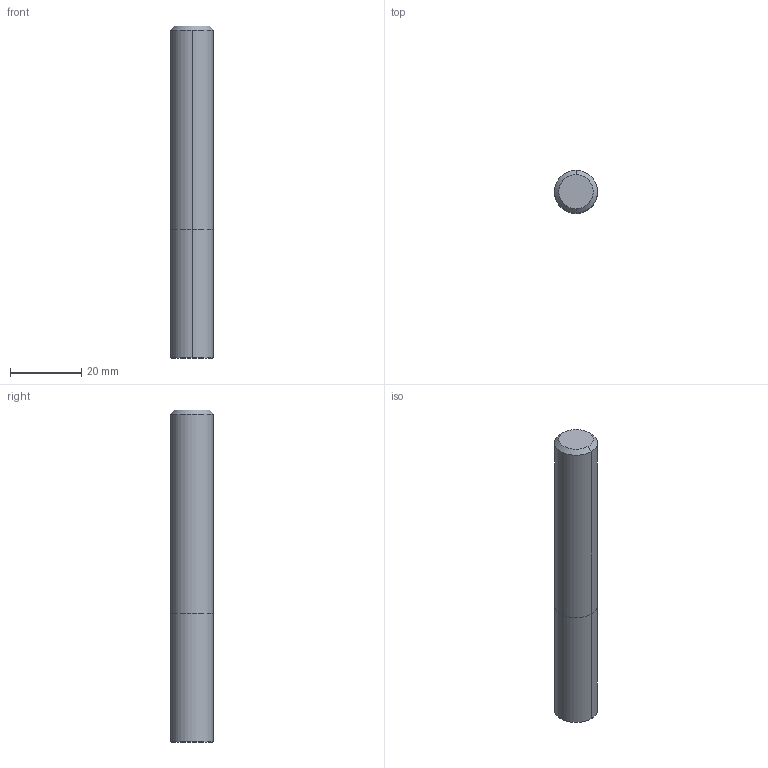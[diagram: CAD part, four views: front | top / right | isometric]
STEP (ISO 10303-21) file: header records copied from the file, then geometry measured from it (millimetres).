
FILE_DESCRIPTION(('STEP AP214'),'1');
FILE_NAME('607722332-000-E43.stp','2022-05-23T14:00:25',(' '),(' '),'Spatial InterOp 3D',' ',' ');
FILE_SCHEMA(('AUTOMOTIVE_DESIGN { 1 0 10303 214 1 1 1 1 }'));
Length unit declared in the file: millimetre
Products named in the file (1): 1
Bounding box: 12 x 12 x 93 mm (x, y, z)
Volume: 10492.4 mm3; surface area: 3927.4 mm2
Topology: 2 solids, 2 shells, 12 faces, 31 edges, 24 vertices
Faces by surface type: cylinder 4, cone 4, plane 4
Entity records: 499 total; most frequent: DIRECTION 75, CARTESIAN_POINT 61, ORIENTED_EDGE 40, AXIS2_PLACEMENT_3D 30, EDGE_CURVE 20, LINE 19, VECTOR 19, STYLED_ITEM 15
